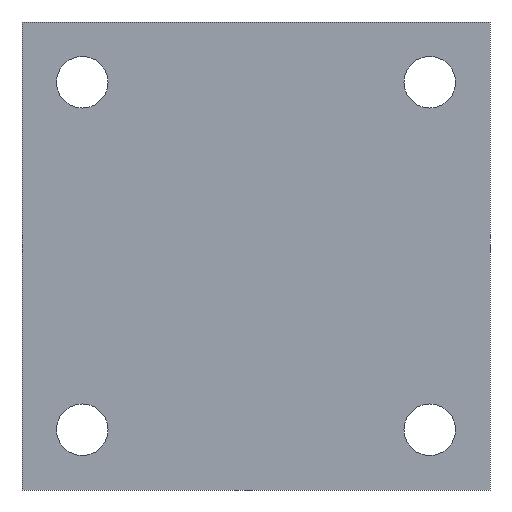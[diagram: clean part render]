
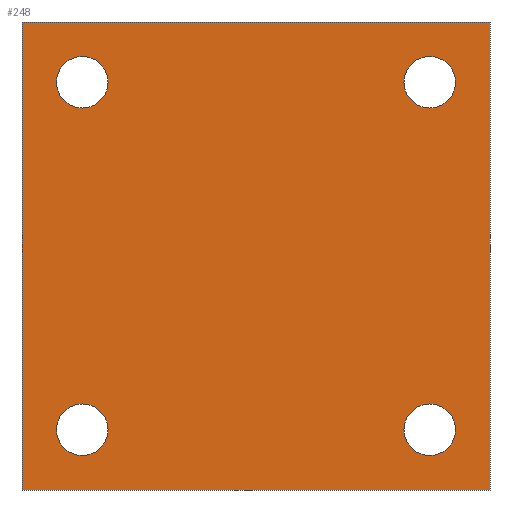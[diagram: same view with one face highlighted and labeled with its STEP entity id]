
A CAD part, front view. The second image highlights one B-rep face of the part: STEP entity #248.
In plain terms, the highlighted planar face has unit normal (0, -1, 0).
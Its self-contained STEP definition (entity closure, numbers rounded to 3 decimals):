
#1=DIRECTION('',(0.,0.,1.));
#2=VECTOR('',#1,60.);
#3=CARTESIAN_POINT('',(-30.,0.,-30.));
#4=LINE('',#3,#2);
#5=DIRECTION('',(1.,0.,0.));
#6=VECTOR('',#5,60.);
#7=CARTESIAN_POINT('',(-30.,0.,30.));
#8=LINE('',#7,#6);
#9=DIRECTION('',(0.,0.,-1.));
#10=VECTOR('',#9,60.);
#11=CARTESIAN_POINT('',(30.,0.,30.));
#12=LINE('',#11,#10);
#13=DIRECTION('',(-1.,0.,0.));
#14=VECTOR('',#13,60.);
#15=CARTESIAN_POINT('',(30.,0.,-30.));
#16=LINE('',#15,#14);
#17=CARTESIAN_POINT('',(-22.274,0.,-22.274));
#18=DIRECTION('',(0.,-1.,0.));
#19=DIRECTION('',(1.,0.,0.));
#20=AXIS2_PLACEMENT_3D('',#17,#18,#19);
#22=CARTESIAN_POINT('',(-22.274,0.,-22.274));
#23=DIRECTION('',(0.,-1.,0.));
#24=DIRECTION('',(-1.,0.,0.));
#25=AXIS2_PLACEMENT_3D('',#22,#23,#24);
#27=CARTESIAN_POINT('',(22.274,0.,-22.274));
#28=DIRECTION('',(0.,-1.,0.));
#29=DIRECTION('',(1.,0.,0.));
#30=AXIS2_PLACEMENT_3D('',#27,#28,#29);
#32=CARTESIAN_POINT('',(22.274,0.,-22.274));
#33=DIRECTION('',(0.,-1.,0.));
#34=DIRECTION('',(-1.,0.,0.));
#35=AXIS2_PLACEMENT_3D('',#32,#33,#34);
#37=CARTESIAN_POINT('',(22.274,0.,22.274));
#38=DIRECTION('',(0.,-1.,0.));
#39=DIRECTION('',(1.,0.,0.));
#40=AXIS2_PLACEMENT_3D('',#37,#38,#39);
#42=CARTESIAN_POINT('',(22.274,0.,22.274));
#43=DIRECTION('',(0.,-1.,0.));
#44=DIRECTION('',(-1.,0.,0.));
#45=AXIS2_PLACEMENT_3D('',#42,#43,#44);
#47=CARTESIAN_POINT('',(-22.274,0.,22.274));
#48=DIRECTION('',(0.,-1.,0.));
#49=DIRECTION('',(1.,0.,0.));
#50=AXIS2_PLACEMENT_3D('',#47,#48,#49);
#52=CARTESIAN_POINT('',(-22.274,0.,22.274));
#53=DIRECTION('',(0.,-1.,0.));
#54=DIRECTION('',(-1.,0.,0.));
#55=AXIS2_PLACEMENT_3D('',#52,#53,#54);
#161=CARTESIAN_POINT('',(-30.,0.,-30.));
#162=CARTESIAN_POINT('',(-30.,0.,30.));
#163=VERTEX_POINT('',#161);
#164=VERTEX_POINT('',#162);
#165=CARTESIAN_POINT('',(30.,0.,30.));
#166=VERTEX_POINT('',#165);
#167=CARTESIAN_POINT('',(30.,0.,-30.));
#168=VERTEX_POINT('',#167);
#177=CARTESIAN_POINT('',(-18.974,0.,-22.274));
#178=CARTESIAN_POINT('',(-25.574,0.,-22.274));
#179=VERTEX_POINT('',#177);
#180=VERTEX_POINT('',#178);
#185=CARTESIAN_POINT('',(25.574,0.,-22.274));
#186=CARTESIAN_POINT('',(18.974,0.,-22.274));
#187=VERTEX_POINT('',#185);
#188=VERTEX_POINT('',#186);
#193=CARTESIAN_POINT('',(25.574,0.,22.274));
#194=CARTESIAN_POINT('',(18.974,0.,22.274));
#195=VERTEX_POINT('',#193);
#196=VERTEX_POINT('',#194);
#201=CARTESIAN_POINT('',(-18.974,0.,22.274));
#202=CARTESIAN_POINT('',(-25.574,0.,22.274));
#203=VERTEX_POINT('',#201);
#204=VERTEX_POINT('',#202);
#209=CARTESIAN_POINT('',(0.,0.,0.));
#210=DIRECTION('',(0.,1.,0.));
#211=DIRECTION('',(1.,0.,0.));
#212=AXIS2_PLACEMENT_3D('',#209,#210,#211);
#213=PLANE('',#212);
#215=ORIENTED_EDGE('',*,*,#214,.T.);
#217=ORIENTED_EDGE('',*,*,#216,.T.);
#219=ORIENTED_EDGE('',*,*,#218,.T.);
#221=ORIENTED_EDGE('',*,*,#220,.T.);
#222=EDGE_LOOP('',(#215,#217,#219,#221));
#223=FACE_OUTER_BOUND('',#222,.F.);
#225=ORIENTED_EDGE('',*,*,#224,.T.);
#227=ORIENTED_EDGE('',*,*,#226,.T.);
#228=EDGE_LOOP('',(#225,#227));
#229=FACE_BOUND('',#228,.F.);
#231=ORIENTED_EDGE('',*,*,#230,.T.);
#233=ORIENTED_EDGE('',*,*,#232,.T.);
#234=EDGE_LOOP('',(#231,#233));
#235=FACE_BOUND('',#234,.F.);
#237=ORIENTED_EDGE('',*,*,#236,.T.);
#239=ORIENTED_EDGE('',*,*,#238,.T.);
#240=EDGE_LOOP('',(#237,#239));
#241=FACE_BOUND('',#240,.F.);
#243=ORIENTED_EDGE('',*,*,#242,.T.);
#245=ORIENTED_EDGE('',*,*,#244,.T.);
#246=EDGE_LOOP('',(#243,#245));
#247=FACE_BOUND('',#246,.F.);
#248=ADVANCED_FACE('',(#223,#229,#235,#241,#247),#213,.F.);
#21=CIRCLE('',#20,3.3);
#26=CIRCLE('',#25,3.3);
#31=CIRCLE('',#30,3.3);
#36=CIRCLE('',#35,3.3);
#41=CIRCLE('',#40,3.3);
#46=CIRCLE('',#45,3.3);
#51=CIRCLE('',#50,3.3);
#56=CIRCLE('',#55,3.3);
#214=EDGE_CURVE('',#163,#164,#4,.T.);
#216=EDGE_CURVE('',#164,#166,#8,.T.);
#218=EDGE_CURVE('',#166,#168,#12,.T.);
#220=EDGE_CURVE('',#168,#163,#16,.T.);
#224=EDGE_CURVE('',#179,#180,#21,.T.);
#226=EDGE_CURVE('',#180,#179,#26,.T.);
#230=EDGE_CURVE('',#187,#188,#31,.T.);
#232=EDGE_CURVE('',#188,#187,#36,.T.);
#236=EDGE_CURVE('',#195,#196,#41,.T.);
#238=EDGE_CURVE('',#196,#195,#46,.T.);
#242=EDGE_CURVE('',#203,#204,#51,.T.);
#244=EDGE_CURVE('',#204,#203,#56,.T.);
